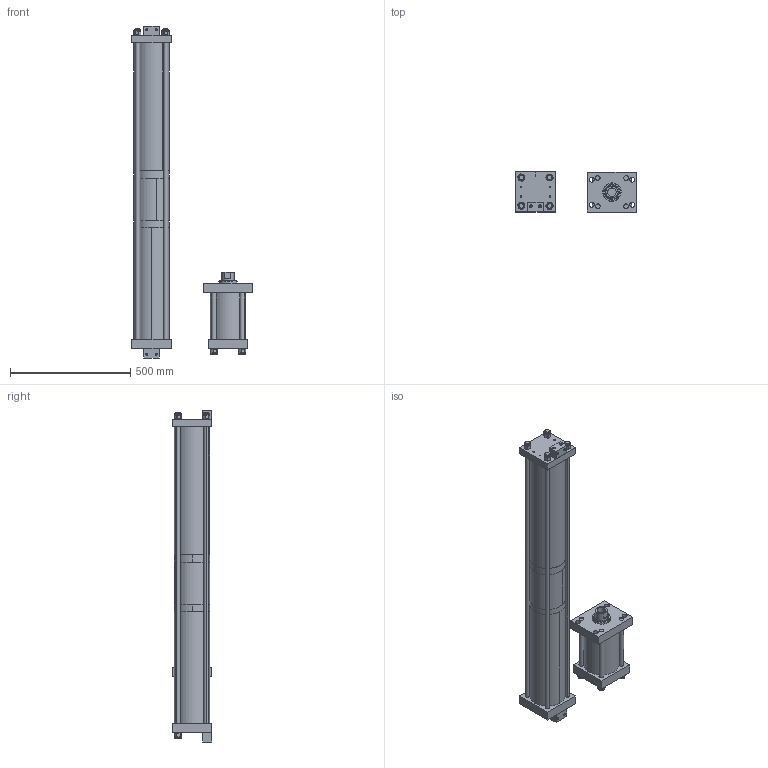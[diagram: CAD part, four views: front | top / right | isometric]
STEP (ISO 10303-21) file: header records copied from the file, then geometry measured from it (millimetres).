
FILE_DESCRIPTION (( 'STEP AP203' ), '1' );
FILE_NAME ('HPS-20-2.00-.75-FH.STEP', '2020-05-19T16:47:48', ( '' ), ( '' ), 'SwSTEP 2.0', 'SolidWorks 2018', '' );
FILE_SCHEMA (( 'CONFIG_CONTROL_DESIGN' ));
Length unit declared in the file: inch
Products named in the file (17): E1001_2.0; E2011_2.0; E1059; F1062; F1003; E2013; G2010; ES2014_.75(20.904"); E2063_2.00-.75(52.17"); E2061_.75(18.343"); E1064; ES1005_2.0; E10BRK; E1060_2.0; HPS-20-2.00-.75-FH; NLN .75; E1004
Assembly tree (30 placements, depth 2):
  HPS-20-2.00-.75-FH
    E1004
    F1003
    E1001_2.0
    E1064
    NLN .75  x8
    ES1005_2.0
    E1059
    E1060_2.0  x4
    F1062
    E10BRK  x2
    E2061_.75(18.343")
    G2010
    E2011_2.0
    E2013
    ES2014_.75(20.904")
    E2063_2.00-.75(52.17")  x4
Bounding box: 501.65 x 165.1 x 1379.09 mm (x, y, z)
Volume: 13290819.6 mm3; surface area: 2272009.1 mm2
Topology: 30 solids, 30 shells, 959 faces, 2273 edges, 1224 vertices
Faces by surface type: cylinder 475, plane 248, sphere 97, bspline 96, cone 43
Entity records: 15567 total; most frequent: CARTESIAN_POINT 3426, DIRECTION 2271, ORIENTED_EDGE 1890, EDGE_CURVE 945, AXIS2_PLACEMENT_3D 942, VERTEX_POINT 600, EDGE_LOOP 547, CIRCLE 500
